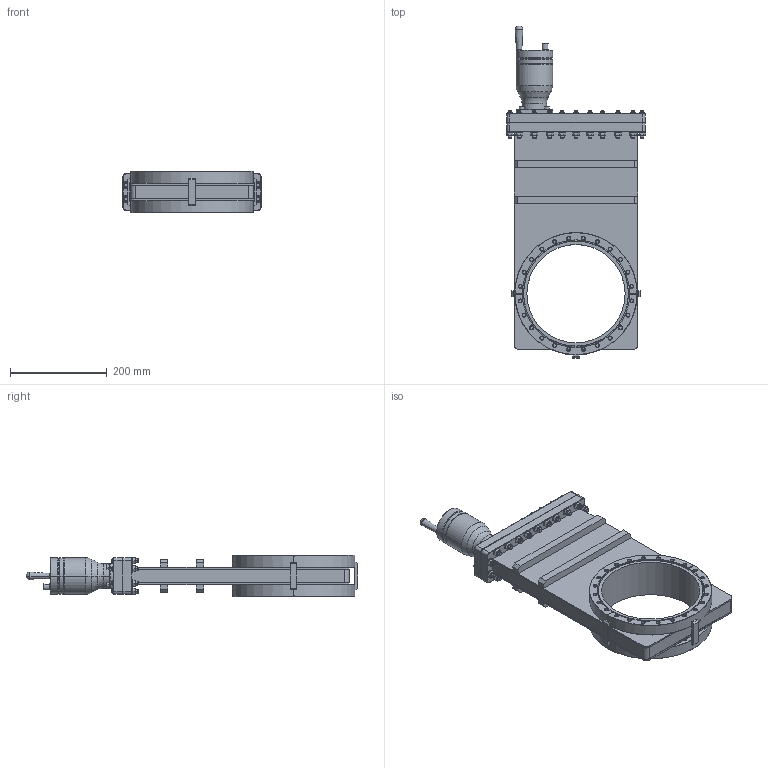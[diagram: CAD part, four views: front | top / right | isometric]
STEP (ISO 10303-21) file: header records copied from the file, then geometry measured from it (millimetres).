
FILE_DESCRIPTION((''),'2;1');
FILE_NAME('11120-0804','2013-12-11T',('jd'),(''),'PRO/ENGINEER BY PARAMETRIC TECHNOLOGY CORPORATION, 2013050','PRO/ENGINEER BY PARAMETRIC TECHNOLOGY CORPORATION, 2013050','');
FILE_SCHEMA(('CONFIG_CONTROL_DESIGN'));
Length unit declared in the file: inch
Products named in the file (1): 11120-0804
Bounding box: 287.51 x 686.54 x 84.96 mm (x, y, z)
Volume: 5370336.2 mm3; surface area: 520767.5 mm2
Topology: 4 solids, 52 shells, 1910 faces, 4414 edges, 2700 vertices
Faces by surface type: plane 1048, cone 464, cylinder 380, torus 14, bspline 2, sphere 2
Entity records: 55343 total; most frequent: CARTESIAN_POINT 12503, DIRECTION 8892, ORIENTED_EDGE 8616, EDGE_CURVE 4412, AXIS2_PLACEMENT_3D 3229, VERTEX_POINT 2700, VECTOR 2434, LINE 2434
